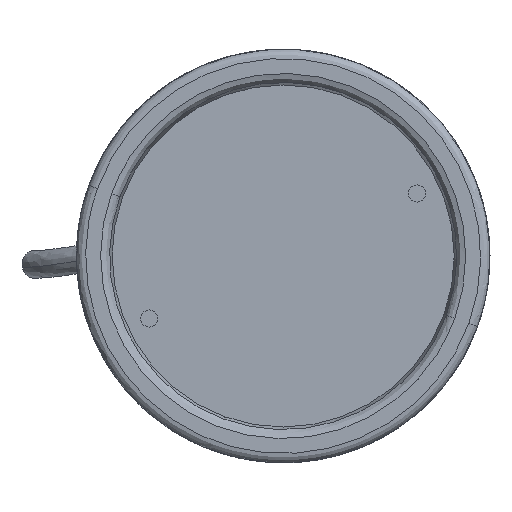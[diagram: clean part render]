
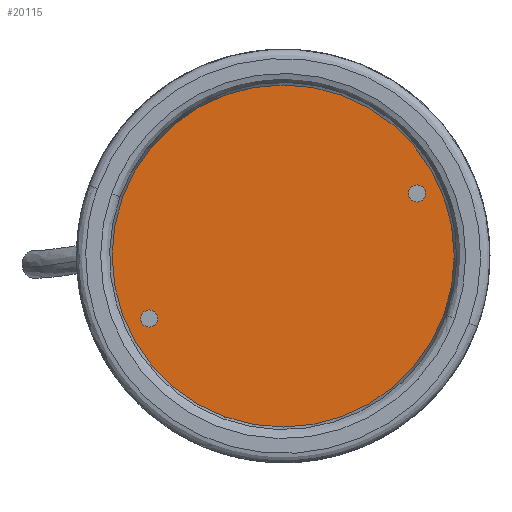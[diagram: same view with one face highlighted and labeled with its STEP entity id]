
A CAD part, front view. The second image highlights one B-rep face of the part: STEP entity #20115.
In plain terms, the highlighted planar face has unit normal (0, -1, 0).
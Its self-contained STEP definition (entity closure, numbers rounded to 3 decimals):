
#479 = ORIENTED_EDGE ( 'NONE', *, *, #16056, .F. ) ;
#2164 = DIRECTION ( 'NONE',  ( 1., 0., 0. ) ) ;
#2274 = DIRECTION ( 'NONE',  ( 0., -1., 0. ) ) ;
#3032 = CARTESIAN_POINT ( 'NONE',  ( 30.838, 5.2, 33.588 ) ) ;
#4378 = CARTESIAN_POINT ( 'NONE',  ( 0., 5.2, -55. ) ) ;
#4989 = EDGE_CURVE ( 'NONE', #13493, #44820, #64354, .T. ) ;
#7990 = CARTESIAN_POINT ( 'NONE',  ( 33.588, 5.2, 33.588 ) ) ;
#10177 = AXIS2_PLACEMENT_3D ( 'NONE', #24562, #19007, #55032 ) ;
#13493 = VERTEX_POINT ( 'NONE', #27062 ) ;
#14116 = DIRECTION ( 'NONE',  ( 0., 0., -1. ) ) ;
#16056 = EDGE_CURVE ( 'NONE', #66505, #59395, #29392, .T. ) ;
#16655 = CIRCLE ( 'NONE', #60935, 2.75 ) ;
#16946 = ORIENTED_EDGE ( 'NONE', *, *, #56402, .F. ) ;
#18000 = FACE_OUTER_BOUND ( 'NONE', #53201, .T. ) ;
#18637 = CARTESIAN_POINT ( 'NONE',  ( -30.838, 5.2, -33.588 ) ) ;
#19007 = DIRECTION ( 'NONE',  ( 0., -1., 0. ) ) ;
#19975 = ORIENTED_EDGE ( 'NONE', *, *, #42658, .T. ) ;
#20115 = ADVANCED_FACE ( 'NONE', ( #59577, #59970, #18000 ), #29466, .F. ) ;
#21310 = EDGE_LOOP ( 'NONE', ( #16946, #479 ) ) ;
#21538 = CARTESIAN_POINT ( 'NONE',  ( -36.338, 5.2, -33.588 ) ) ;
#21701 = DIRECTION ( 'NONE',  ( 0., 0., 1. ) ) ;
#22807 = CIRCLE ( 'NONE', #10177, 55. ) ;
#23484 = CIRCLE ( 'NONE', #34841, 2.75 ) ;
#23715 = CARTESIAN_POINT ( 'NONE',  ( -33.588, 5.2, -33.588 ) ) ;
#24562 = CARTESIAN_POINT ( 'NONE',  ( 0., 5.2, 0. ) ) ;
#25919 = CIRCLE ( 'NONE', #39819, 55. ) ;
#26007 = DIRECTION ( 'NONE',  ( 1., 0., 0. ) ) ;
#27062 = CARTESIAN_POINT ( 'NONE',  ( 36.338, 5.2, 33.588 ) ) ;
#27879 = VERTEX_POINT ( 'NONE', #4378 ) ;
#29392 = CIRCLE ( 'NONE', #59767, 2.75 ) ;
#29466 = PLANE ( 'NONE',  #43690 ) ;
#32756 = EDGE_CURVE ( 'NONE', #27879, #49309, #22807, .T. ) ;
#34228 = CARTESIAN_POINT ( 'NONE',  ( 0., 5.2, 55. ) ) ;
#34841 = AXIS2_PLACEMENT_3D ( 'NONE', #23715, #47840, #66077 ) ;
#38247 = CARTESIAN_POINT ( 'NONE',  ( 0., 5.2, 0. ) ) ;
#39807 = DIRECTION ( 'NONE',  ( 0., -1., 0. ) ) ;
#39819 = AXIS2_PLACEMENT_3D ( 'NONE', #38247, #39807, #14116 ) ;
#42658 = EDGE_CURVE ( 'NONE', #49309, #27879, #25919, .T. ) ;
#43690 = AXIS2_PLACEMENT_3D ( 'NONE', #77753, #54792, #21701 ) ;
#44820 = VERTEX_POINT ( 'NONE', #3032 ) ;
#45492 = ORIENTED_EDGE ( 'NONE', *, *, #32756, .T. ) ;
#47840 = DIRECTION ( 'NONE',  ( 0., -1., 0. ) ) ;
#48557 = EDGE_CURVE ( 'NONE', #44820, #13493, #16655, .T. ) ;
#48645 = ORIENTED_EDGE ( 'NONE', *, *, #4989, .F. ) ;
#49309 = VERTEX_POINT ( 'NONE', #34228 ) ;
#50672 = ORIENTED_EDGE ( 'NONE', *, *, #48557, .F. ) ;
#53201 = EDGE_LOOP ( 'NONE', ( #45492, #19975 ) ) ;
#54792 = DIRECTION ( 'NONE',  ( 0., 1., 0. ) ) ;
#55032 = DIRECTION ( 'NONE',  ( 0., 0., -1. ) ) ;
#55473 = DIRECTION ( 'NONE',  ( 1., 0., 0. ) ) ;
#56362 = CARTESIAN_POINT ( 'NONE',  ( -33.588, 5.2, -33.588 ) ) ;
#56402 = EDGE_CURVE ( 'NONE', #59395, #66505, #23484, .T. ) ;
#59395 = VERTEX_POINT ( 'NONE', #18637 ) ;
#59577 = FACE_BOUND ( 'NONE', #62492, .T. ) ;
#59767 = AXIS2_PLACEMENT_3D ( 'NONE', #56362, #63892, #2164 ) ;
#59970 = FACE_BOUND ( 'NONE', #21310, .T. ) ;
#60935 = AXIS2_PLACEMENT_3D ( 'NONE', #7990, #61438, #55473 ) ;
#61438 = DIRECTION ( 'NONE',  ( 0., -1., 0. ) ) ;
#62492 = EDGE_LOOP ( 'NONE', ( #48645, #50672 ) ) ;
#63892 = DIRECTION ( 'NONE',  ( 0., -1., 0. ) ) ;
#64354 = CIRCLE ( 'NONE', #76920, 2.75 ) ;
#66077 = DIRECTION ( 'NONE',  ( 1., 0., 0. ) ) ;
#66425 = CARTESIAN_POINT ( 'NONE',  ( 33.588, 5.2, 33.588 ) ) ;
#66505 = VERTEX_POINT ( 'NONE', #21538 ) ;
#76920 = AXIS2_PLACEMENT_3D ( 'NONE', #66425, #2274, #26007 ) ;
#77753 = CARTESIAN_POINT ( 'NONE',  ( -110., 5.2, -110. ) ) ;
